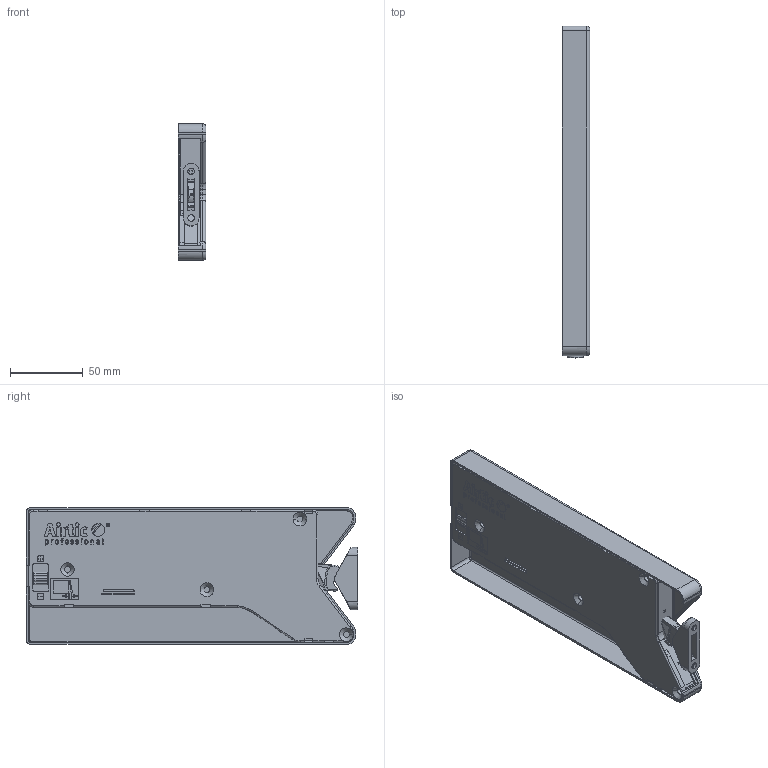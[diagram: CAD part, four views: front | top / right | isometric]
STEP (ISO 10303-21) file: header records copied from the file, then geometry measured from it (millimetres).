
FILE_DESCRIPTION (( 'STEP AP214' ), '1' );
FILE_NAME ('Airtic_Podnoœnik.STEP', '2019-01-15T09:57:11', ( 'Konstruktor_1' ), ( 'Microsoft' ), 'SwSTEP 2.0', 'SolidWorks 2017', '' );
FILE_SCHEMA (( 'AUTOMOTIVE_DESIGN' ));
Length unit declared in the file: millimetre
Products named in the file (5): Podnosnik_oslona__A; Podnosnik_zaczep__A; Podnosnik_wspornik__A; Podnosnik_obudowa__A; Airtic_Podnoœnik
Assembly tree (4 placements, depth 2):
  Airtic_Podnoœnik
    Podnosnik_obudowa__A
    Podnosnik_wspornik__A
    Podnosnik_zaczep__A
    Podnosnik_oslona__A
Bounding box: 19.19 x 228.48 x 94.22 mm (x, y, z)
Volume: 314319.1 mm3; surface area: 115201.9 mm2
Topology: 4 solids, 4 shells, 1942 faces, 5074 edges, 3283 vertices
Faces by surface type: plane 823, bspline 671, cylinder 310, torus 87, cone 39, sphere 12
Entity records: 73423 total; most frequent: CARTESIAN_POINT 30389, ORIENTED_EDGE 10108, DIRECTION 6651, EDGE_CURVE 5054, VERTEX_POINT 3283, LINE 2787, VECTOR 2787, EDGE_LOOP 2127
